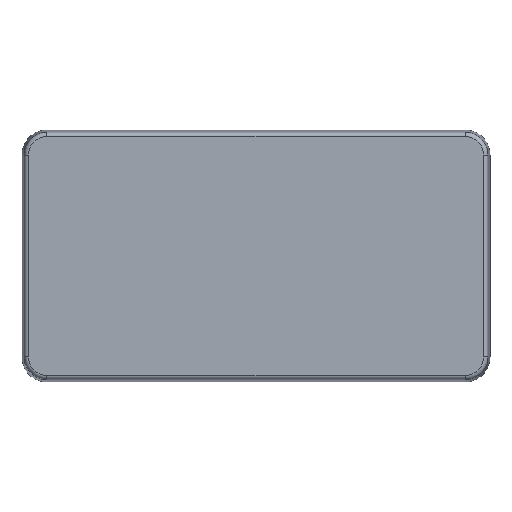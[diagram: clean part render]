
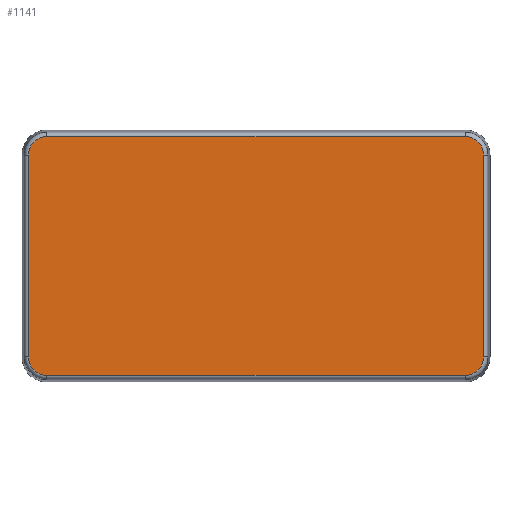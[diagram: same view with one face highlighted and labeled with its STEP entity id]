
A CAD part, front view. The second image highlights one B-rep face of the part: STEP entity #1141.
In plain terms, the highlighted planar face has unit normal (0, -1, 0).
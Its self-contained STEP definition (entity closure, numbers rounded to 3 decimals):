
#560 = VERTEX_POINT('',#561);
#561 = CARTESIAN_POINT('',(-54.632,-27.,-24.25));
#570 = VERTEX_POINT('',#571);
#571 = CARTESIAN_POINT('',(-50.2,-27.,-28.682));
#578 = EDGE_CURVE('',#570,#560,#579,.T.);
#579 = CIRCLE('',#580,4.432);
#580 = AXIS2_PLACEMENT_3D('',#581,#582,#583);
#581 = CARTESIAN_POINT('',(-50.2,-27.,-24.25));
#582 = DIRECTION('',(0.,1.,0.));
#583 = DIRECTION('',(-0.707,0.,-0.707)
  );
#596 = VERTEX_POINT('',#597);
#597 = CARTESIAN_POINT('',(50.2,-27.,-28.682));
#604 = EDGE_CURVE('',#596,#570,#605,.T.);
#605 = LINE('',#606,#607);
#606 = CARTESIAN_POINT('',(25.1,-27.,-28.682));
#607 = VECTOR('',#608,1.);
#608 = DIRECTION('',(-1.,0.,0.));
#619 = VERTEX_POINT('',#620);
#620 = CARTESIAN_POINT('',(-54.632,-27.,24.25));
#629 = EDGE_CURVE('',#560,#619,#630,.T.);
#630 = LINE('',#631,#632);
#631 = CARTESIAN_POINT('',(-54.632,-27.,-12.125));
#632 = VECTOR('',#633,1.);
#633 = DIRECTION('',(0.,0.,1.));
#646 = VERTEX_POINT('',#647);
#647 = CARTESIAN_POINT('',(54.632,-27.,-24.25));
#654 = EDGE_CURVE('',#646,#596,#655,.T.);
#655 = CIRCLE('',#656,4.432);
#656 = AXIS2_PLACEMENT_3D('',#657,#658,#659);
#657 = CARTESIAN_POINT('',(50.2,-27.,-24.25));
#658 = DIRECTION('',(0.,1.,0.));
#659 = DIRECTION('',(0.707,0.,-0.707)
  );
#670 = EDGE_CURVE('',#619,#671,#673,.T.);
#671 = VERTEX_POINT('',#672);
#672 = CARTESIAN_POINT('',(-50.2,-27.,28.682));
#673 = CIRCLE('',#674,4.432);
#674 = AXIS2_PLACEMENT_3D('',#675,#676,#677);
#675 = CARTESIAN_POINT('',(-50.2,-27.,24.25));
#676 = DIRECTION('',(0.,1.,0.));
#677 = DIRECTION('',(-0.707,0.,0.707)
  );
#696 = VERTEX_POINT('',#697);
#697 = CARTESIAN_POINT('',(54.632,-27.,24.25));
#704 = EDGE_CURVE('',#696,#646,#705,.T.);
#705 = LINE('',#706,#707);
#706 = CARTESIAN_POINT('',(54.632,-27.,12.125));
#707 = VECTOR('',#708,1.);
#708 = DIRECTION('',(0.,0.,-1.));
#721 = EDGE_CURVE('',#671,#722,#724,.T.);
#722 = VERTEX_POINT('',#723);
#723 = CARTESIAN_POINT('',(50.2,-27.,28.682));
#724 = LINE('',#725,#726);
#725 = CARTESIAN_POINT('',(-25.1,-27.,28.682));
#726 = VECTOR('',#727,1.);
#727 = DIRECTION('',(1.,0.,0.));
#746 = EDGE_CURVE('',#722,#696,#747,.T.);
#747 = CIRCLE('',#748,4.432);
#748 = AXIS2_PLACEMENT_3D('',#749,#750,#751);
#749 = CARTESIAN_POINT('',(50.2,-27.,24.25));
#750 = DIRECTION('',(0.,1.,0.));
#751 = DIRECTION('',(0.707,0.,0.707)
  );
#1141 = ADVANCED_FACE('',(#1142),#1152,.F.);
#1142 = FACE_BOUND('',#1143,.T.);
#1143 = EDGE_LOOP('',(#1144,#1145,#1146,#1147,#1148,#1149,#1150,#1151));
#1144 = ORIENTED_EDGE('',*,*,#704,.F.);
#1145 = ORIENTED_EDGE('',*,*,#746,.F.);
#1146 = ORIENTED_EDGE('',*,*,#721,.F.);
#1147 = ORIENTED_EDGE('',*,*,#670,.F.);
#1148 = ORIENTED_EDGE('',*,*,#629,.F.);
#1149 = ORIENTED_EDGE('',*,*,#578,.F.);
#1150 = ORIENTED_EDGE('',*,*,#604,.F.);
#1151 = ORIENTED_EDGE('',*,*,#654,.F.);
#1152 = PLANE('',#1153);
#1153 = AXIS2_PLACEMENT_3D('',#1154,#1155,#1156);
#1154 = CARTESIAN_POINT('',(0.,-27.,0.));
#1155 = DIRECTION('',(0.,1.,0.));
#1156 = DIRECTION('',(1.,0.,0.));
